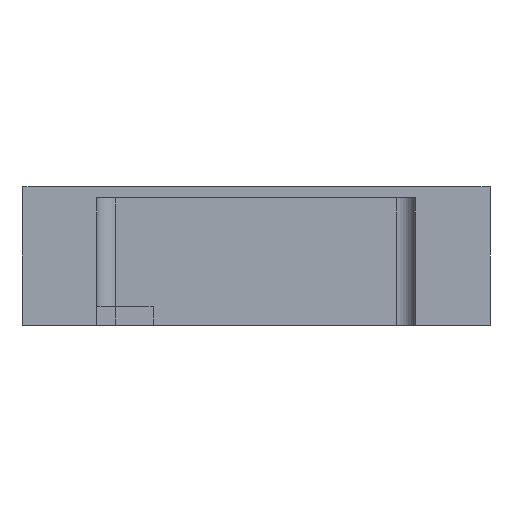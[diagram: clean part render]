
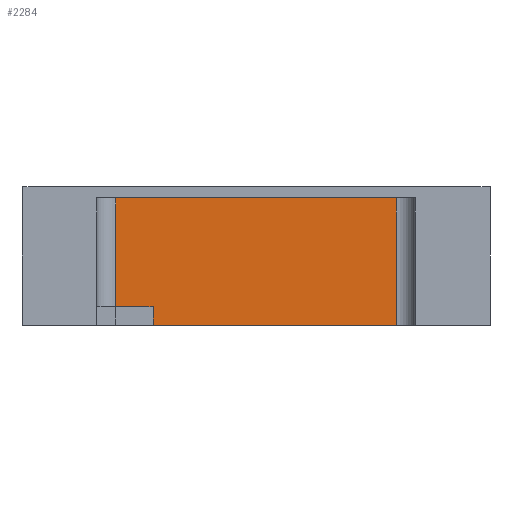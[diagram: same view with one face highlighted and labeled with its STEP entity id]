
A CAD part, front view. The second image highlights one B-rep face of the part: STEP entity #2284.
In plain terms, the highlighted planar face has unit normal (0, -1, 0).
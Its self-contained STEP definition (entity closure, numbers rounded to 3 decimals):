
#156 = PLANE('',#157);
#157 = AXIS2_PLACEMENT_3D('',#158,#159,#160);
#158 = CARTESIAN_POINT('',(3.439,113.962,0.));
#159 = DIRECTION('',(0.,0.,1.));
#160 = DIRECTION('',(1.,0.,0.));
#813 = VERTEX_POINT('',#814);
#814 = CARTESIAN_POINT('',(-27.5,200.,0.));
#828 = PLANE('',#829);
#829 = AXIS2_PLACEMENT_3D('',#830,#831,#832);
#830 = CARTESIAN_POINT('',(-177.5,200.,0.));
#831 = DIRECTION('',(0.,1.,0.));
#832 = DIRECTION('',(1.,0.,0.));
#840 = EDGE_CURVE('',#841,#813,#843,.T.);
#841 = VERTEX_POINT('',#842);
#842 = CARTESIAN_POINT('',(37.5,200.,0.));
#843 = SURFACE_CURVE('',#844,(#848,#855),.PCURVE_S1.);
#844 = LINE('',#845,#846);
#845 = CARTESIAN_POINT('',(37.5,200.,0.));
#846 = VECTOR('',#847,1.);
#847 = DIRECTION('',(-1.,0.,0.));
#848 = PCURVE('',#156,#849);
#849 = DEFINITIONAL_REPRESENTATION('',(#850),#854);
#850 = LINE('',#851,#852);
#851 = CARTESIAN_POINT('',(34.061,86.038));
#852 = VECTOR('',#853,1.);
#853 = DIRECTION('',(-1.,0.));
#854 = ( GEOMETRIC_REPRESENTATION_CONTEXT(2) 
PARAMETRIC_REPRESENTATION_CONTEXT() REPRESENTATION_CONTEXT('2D SPACE',''
  ) );
#855 = PCURVE('',#856,#861);
#856 = PLANE('',#857);
#857 = AXIS2_PLACEMENT_3D('',#858,#859,#860);
#858 = CARTESIAN_POINT('',(37.5,200.,0.));
#859 = DIRECTION('',(0.,-1.,0.));
#860 = DIRECTION('',(-1.,0.,0.));
#861 = DEFINITIONAL_REPRESENTATION('',(#862),#866);
#862 = LINE('',#863,#864);
#863 = CARTESIAN_POINT('',(0.,-0.));
#864 = VECTOR('',#865,1.);
#865 = DIRECTION('',(1.,0.));
#866 = ( GEOMETRIC_REPRESENTATION_CONTEXT(2) 
PARAMETRIC_REPRESENTATION_CONTEXT() REPRESENTATION_CONTEXT('2D SPACE',''
  ) );
#889 = CYLINDRICAL_SURFACE('',#890,5.);
#890 = AXIS2_PLACEMENT_3D('',#891,#892,#893);
#891 = CARTESIAN_POINT('',(37.5,195.,0.));
#892 = DIRECTION('',(0.,0.,-1.));
#893 = DIRECTION('',(1.,0.,0.));
#1726 = PLANE('',#1727);
#1727 = AXIS2_PLACEMENT_3D('',#1728,#1729,#1730);
#1728 = CARTESIAN_POINT('',(-8.671,99.974,34.));
#1729 = DIRECTION('',(0.,0.,1.));
#1730 = DIRECTION('',(1.,0.,0.));
#2234 = EDGE_CURVE('',#841,#2235,#2237,.T.);
#2235 = VERTEX_POINT('',#2236);
#2236 = CARTESIAN_POINT('',(37.5,200.,34.));
#2237 = SURFACE_CURVE('',#2238,(#2242,#2249),.PCURVE_S1.);
#2238 = LINE('',#2239,#2240);
#2239 = CARTESIAN_POINT('',(37.5,200.,0.));
#2240 = VECTOR('',#2241,1.);
#2241 = DIRECTION('',(0.,0.,1.));
#2242 = PCURVE('',#889,#2243);
#2243 = DEFINITIONAL_REPRESENTATION('',(#2244),#2248);
#2244 = LINE('',#2245,#2246);
#2245 = CARTESIAN_POINT('',(4.712,0.));
#2246 = VECTOR('',#2247,1.);
#2247 = DIRECTION('',(0.,-1.));
#2248 = ( GEOMETRIC_REPRESENTATION_CONTEXT(2) 
PARAMETRIC_REPRESENTATION_CONTEXT() REPRESENTATION_CONTEXT('2D SPACE',''
  ) );
#2249 = PCURVE('',#856,#2250);
#2250 = DEFINITIONAL_REPRESENTATION('',(#2251),#2255);
#2251 = LINE('',#2252,#2253);
#2252 = CARTESIAN_POINT('',(0.,-0.));
#2253 = VECTOR('',#2254,1.);
#2254 = DIRECTION('',(0.,-1.));
#2255 = ( GEOMETRIC_REPRESENTATION_CONTEXT(2) 
PARAMETRIC_REPRESENTATION_CONTEXT() REPRESENTATION_CONTEXT('2D SPACE',''
  ) );
#2284 = ADVANCED_FACE('',(#2285),#856,.T.);
#2285 = FACE_BOUND('',#2286,.T.);
#2286 = EDGE_LOOP('',(#2287,#2288,#2289,#2312,#2340,#2363));
#2287 = ORIENTED_EDGE('',*,*,#840,.F.);
#2288 = ORIENTED_EDGE('',*,*,#2234,.T.);
#2289 = ORIENTED_EDGE('',*,*,#2290,.T.);
#2290 = EDGE_CURVE('',#2235,#2291,#2293,.T.);
#2291 = VERTEX_POINT('',#2292);
#2292 = CARTESIAN_POINT('',(-37.5,200.,34.));
#2293 = SURFACE_CURVE('',#2294,(#2298,#2305),.PCURVE_S1.);
#2294 = LINE('',#2295,#2296);
#2295 = CARTESIAN_POINT('',(37.5,200.,34.));
#2296 = VECTOR('',#2297,1.);
#2297 = DIRECTION('',(-1.,0.,0.));
#2298 = PCURVE('',#856,#2299);
#2299 = DEFINITIONAL_REPRESENTATION('',(#2300),#2304);
#2300 = LINE('',#2301,#2302);
#2301 = CARTESIAN_POINT('',(0.,-34.));
#2302 = VECTOR('',#2303,1.);
#2303 = DIRECTION('',(1.,0.));
#2304 = ( GEOMETRIC_REPRESENTATION_CONTEXT(2) 
PARAMETRIC_REPRESENTATION_CONTEXT() REPRESENTATION_CONTEXT('2D SPACE',''
  ) );
#2305 = PCURVE('',#1726,#2306);
#2306 = DEFINITIONAL_REPRESENTATION('',(#2307),#2311);
#2307 = LINE('',#2308,#2309);
#2308 = CARTESIAN_POINT('',(46.171,100.026));
#2309 = VECTOR('',#2310,1.);
#2310 = DIRECTION('',(-1.,0.));
#2311 = ( GEOMETRIC_REPRESENTATION_CONTEXT(2) 
PARAMETRIC_REPRESENTATION_CONTEXT() REPRESENTATION_CONTEXT('2D SPACE',''
  ) );
#2312 = ORIENTED_EDGE('',*,*,#2313,.F.);
#2313 = EDGE_CURVE('',#2314,#2291,#2316,.T.);
#2314 = VERTEX_POINT('',#2315);
#2315 = CARTESIAN_POINT('',(-37.5,200.,5.));
#2316 = SURFACE_CURVE('',#2317,(#2321,#2328),.PCURVE_S1.);
#2317 = LINE('',#2318,#2319);
#2318 = CARTESIAN_POINT('',(-37.5,200.,0.));
#2319 = VECTOR('',#2320,1.);
#2320 = DIRECTION('',(0.,0.,1.));
#2321 = PCURVE('',#856,#2322);
#2322 = DEFINITIONAL_REPRESENTATION('',(#2323),#2327);
#2323 = LINE('',#2324,#2325);
#2324 = CARTESIAN_POINT('',(75.,0.));
#2325 = VECTOR('',#2326,1.);
#2326 = DIRECTION('',(0.,-1.));
#2327 = ( GEOMETRIC_REPRESENTATION_CONTEXT(2) 
PARAMETRIC_REPRESENTATION_CONTEXT() REPRESENTATION_CONTEXT('2D SPACE',''
  ) );
#2328 = PCURVE('',#2329,#2334);
#2329 = CYLINDRICAL_SURFACE('',#2330,5.);
#2330 = AXIS2_PLACEMENT_3D('',#2331,#2332,#2333);
#2331 = CARTESIAN_POINT('',(-37.5,195.,0.));
#2332 = DIRECTION('',(0.,0.,-1.));
#2333 = DIRECTION('',(1.,0.,0.));
#2334 = DEFINITIONAL_REPRESENTATION('',(#2335),#2339);
#2335 = LINE('',#2336,#2337);
#2336 = CARTESIAN_POINT('',(4.712,0.));
#2337 = VECTOR('',#2338,1.);
#2338 = DIRECTION('',(0.,-1.));
#2339 = ( GEOMETRIC_REPRESENTATION_CONTEXT(2) 
PARAMETRIC_REPRESENTATION_CONTEXT() REPRESENTATION_CONTEXT('2D SPACE',''
  ) );
#2340 = ORIENTED_EDGE('',*,*,#2341,.T.);
#2341 = EDGE_CURVE('',#2314,#2342,#2344,.T.);
#2342 = VERTEX_POINT('',#2343);
#2343 = CARTESIAN_POINT('',(-27.5,200.,5.));
#2344 = SURFACE_CURVE('',#2345,(#2349,#2356),.PCURVE_S1.);
#2345 = LINE('',#2346,#2347);
#2346 = CARTESIAN_POINT('',(-177.5,200.,5.));
#2347 = VECTOR('',#2348,1.);
#2348 = DIRECTION('',(1.,0.,0.));
#2349 = PCURVE('',#856,#2350);
#2350 = DEFINITIONAL_REPRESENTATION('',(#2351),#2355);
#2351 = LINE('',#2352,#2353);
#2352 = CARTESIAN_POINT('',(215.,-5.));
#2353 = VECTOR('',#2354,1.);
#2354 = DIRECTION('',(-1.,-0.));
#2355 = ( GEOMETRIC_REPRESENTATION_CONTEXT(2) 
PARAMETRIC_REPRESENTATION_CONTEXT() REPRESENTATION_CONTEXT('2D SPACE',''
  ) );
#2356 = PCURVE('',#828,#2357);
#2357 = DEFINITIONAL_REPRESENTATION('',(#2358),#2362);
#2358 = LINE('',#2359,#2360);
#2359 = CARTESIAN_POINT('',(0.,-5.));
#2360 = VECTOR('',#2361,1.);
#2361 = DIRECTION('',(1.,0.));
#2362 = ( GEOMETRIC_REPRESENTATION_CONTEXT(2) 
PARAMETRIC_REPRESENTATION_CONTEXT() REPRESENTATION_CONTEXT('2D SPACE',''
  ) );
#2363 = ORIENTED_EDGE('',*,*,#2364,.F.);
#2364 = EDGE_CURVE('',#813,#2342,#2365,.T.);
#2365 = SURFACE_CURVE('',#2366,(#2370,#2377),.PCURVE_S1.);
#2366 = LINE('',#2367,#2368);
#2367 = CARTESIAN_POINT('',(-27.5,200.,0.));
#2368 = VECTOR('',#2369,1.);
#2369 = DIRECTION('',(0.,0.,1.));
#2370 = PCURVE('',#856,#2371);
#2371 = DEFINITIONAL_REPRESENTATION('',(#2372),#2376);
#2372 = LINE('',#2373,#2374);
#2373 = CARTESIAN_POINT('',(65.,0.));
#2374 = VECTOR('',#2375,1.);
#2375 = DIRECTION('',(0.,-1.));
#2376 = ( GEOMETRIC_REPRESENTATION_CONTEXT(2) 
PARAMETRIC_REPRESENTATION_CONTEXT() REPRESENTATION_CONTEXT('2D SPACE',''
  ) );
#2377 = PCURVE('',#828,#2378);
#2378 = DEFINITIONAL_REPRESENTATION('',(#2379),#2383);
#2379 = LINE('',#2380,#2381);
#2380 = CARTESIAN_POINT('',(150.,0.));
#2381 = VECTOR('',#2382,1.);
#2382 = DIRECTION('',(0.,-1.));
#2383 = ( GEOMETRIC_REPRESENTATION_CONTEXT(2) 
PARAMETRIC_REPRESENTATION_CONTEXT() REPRESENTATION_CONTEXT('2D SPACE',''
  ) );
